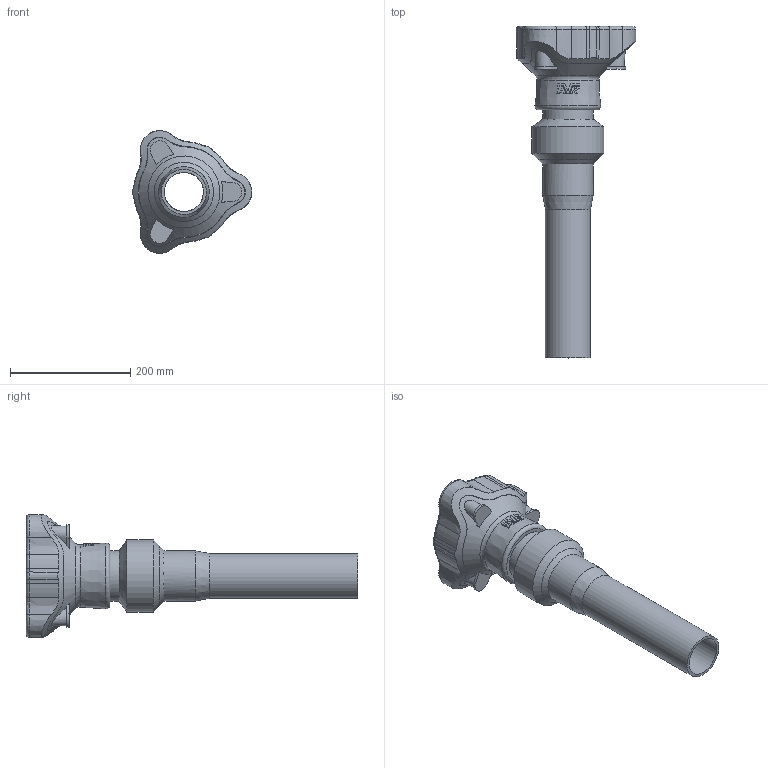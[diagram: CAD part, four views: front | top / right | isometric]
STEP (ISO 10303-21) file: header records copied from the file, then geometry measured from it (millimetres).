
FILE_DESCRIPTION (( 'STEP AP203' ), '1' );
FILE_NAME ('O_635_DN065_075mm_AA1_step.step', '2016-10-13T07:35:45', ( 'Windows User' ), ( 'AVK' ), 'SwSTEP 2.0', 'SolidWorks 2012', '' );
FILE_SCHEMA (( 'CONFIG_CONTROL_DESIGN' ));
Length unit declared in the file: millimetre
Products named in the file (1): O_635_DN065_075mm_AA1_step
Bounding box: 198.77 x 552.51 x 204.13 mm (x, y, z)
Volume: 2859665.7 mm3; surface area: 330358.2 mm2
Topology: 1 solids, 1 shells, 255 faces, 695 edges, 453 vertices
Faces by surface type: plane 89, bspline 75, cylinder 47, cone 26, torus 18
Full cylindrical faces by diameter (mm): 65 x1, 75 x1, 83.929 x1, 84.622 x1, 120 x1
Entity records: 11475 total; most frequent: CARTESIAN_POINT 6188, ORIENTED_EDGE 1340, DIRECTION 750, EDGE_CURVE 670, VERTEX_POINT 444, EDGE_LOOP 284, FACE_OUTER_BOUND 264, LINE 260
